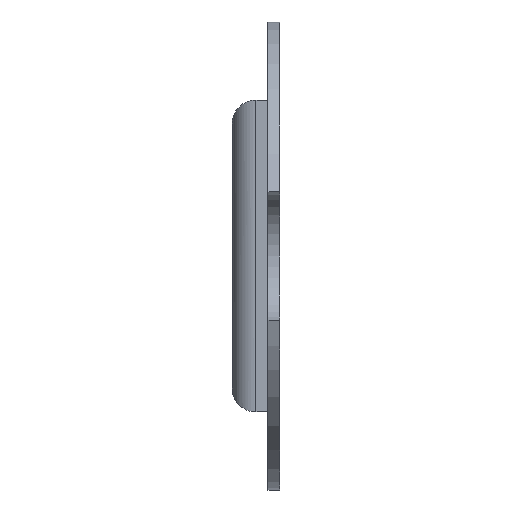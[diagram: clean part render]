
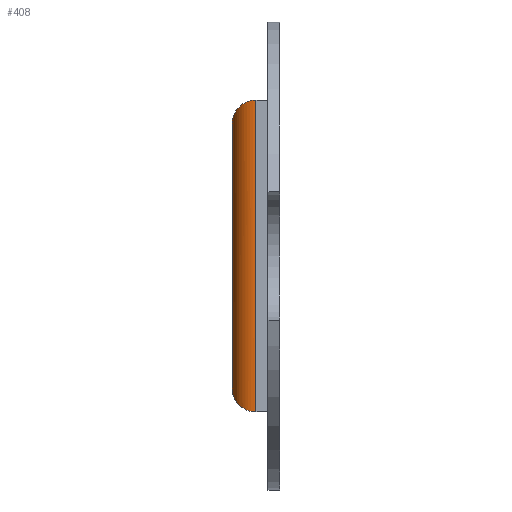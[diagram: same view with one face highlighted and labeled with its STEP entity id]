
A CAD part, left-side view. The second image highlights one B-rep face of the part: STEP entity #408.
In plain terms, the highlighted cylindrical face has radius 2 mm (diameter 4 mm), a partial arc.
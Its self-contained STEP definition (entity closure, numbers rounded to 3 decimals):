
#16 = CARTESIAN_POINT ( 'NONE',  ( -120.5, 13., 11. ) ) ;
#20 = CARTESIAN_POINT ( 'NONE',  ( -121.672, 13., -12.172 ) ) ;
#30 = EDGE_CURVE ( 'NONE', #288, #1074, #338, .T. ) ;
#31 = DIRECTION ( 'NONE',  ( 0., 0., -1. ) ) ;
#90 = EDGE_CURVE ( 'NONE', #777, #257, #740, .T. ) ;
#96 = CARTESIAN_POINT ( 'NONE',  ( -122.5, 12.172, 13. ) ) ;
#115 = CARTESIAN_POINT ( 'NONE',  ( -122.5, 11., -13. ) ) ;
#117 = AXIS2_PLACEMENT_3D ( 'NONE', #535, #31, #776 ) ;
#127 = EDGE_LOOP ( 'NONE', ( #350, #612, #715, #1075 ) ) ;
#139 = CARTESIAN_POINT ( 'NONE',  ( -120.5, 13., -11. ) ) ;
#141 =( BOUNDED_CURVE ( )  B_SPLINE_CURVE ( 3, ( #927, #96, #430, #16 ),
 .UNSPECIFIED., .F., .F. ) 
 B_SPLINE_CURVE_WITH_KNOTS ( ( 4, 4 ),
 ( 0., 1.571 ),
 .UNSPECIFIED. ) 
 CURVE ( )  GEOMETRIC_REPRESENTATION_ITEM ( )  RATIONAL_B_SPLINE_CURVE ( ( 1., 0.805, 0.805, 1. ) ) 
 REPRESENTATION_ITEM ( '' )  );
#203 = CARTESIAN_POINT ( 'NONE',  ( -122.5, 12.172, -13. ) ) ;
#257 = VERTEX_POINT ( 'NONE', #369 ) ;
#261 = EDGE_CURVE ( 'NONE', #777, #1074, #527, .T. ) ;
#288 = VERTEX_POINT ( 'NONE', #597 ) ;
#296 = CARTESIAN_POINT ( 'NONE',  ( -122.5, 11., 13. ) ) ;
#338 = LINE ( 'NONE', #296, #798 ) ;
#350 = ORIENTED_EDGE ( 'NONE', *, *, #1044, .T. ) ;
#369 = CARTESIAN_POINT ( 'NONE',  ( -120.5, 13., 11. ) ) ;
#377 = CARTESIAN_POINT ( 'NONE',  ( -120.5, 13., 0. ) ) ;
#408 = ADVANCED_FACE ( 'NONE', ( #1012 ), #1080, .T. ) ;
#430 = CARTESIAN_POINT ( 'NONE',  ( -121.672, 13., 12.172 ) ) ;
#520 = CARTESIAN_POINT ( 'NONE',  ( -122.5, 11., -13. ) ) ;
#522 = CARTESIAN_POINT ( 'NONE',  ( -120.5, 13., -11. ) ) ;
#527 =( BOUNDED_CURVE ( )  B_SPLINE_CURVE ( 3, ( #522, #20, #203, #115 ),
 .UNSPECIFIED., .F., .F. ) 
 B_SPLINE_CURVE_WITH_KNOTS ( ( 4, 4 ),
 ( 1.571, 3.142 ),
 .UNSPECIFIED. ) 
 CURVE ( )  GEOMETRIC_REPRESENTATION_ITEM ( )  RATIONAL_B_SPLINE_CURVE ( ( 1., 0.805, 0.805, 1. ) ) 
 REPRESENTATION_ITEM ( '' )  );
#535 = CARTESIAN_POINT ( 'NONE',  ( -120.5, 11., 13. ) ) ;
#568 = VECTOR ( 'NONE', #782, 1000. ) ;
#597 = CARTESIAN_POINT ( 'NONE',  ( -122.5, 11., 13. ) ) ;
#612 = ORIENTED_EDGE ( 'NONE', *, *, #90, .F. ) ;
#715 = ORIENTED_EDGE ( 'NONE', *, *, #261, .T. ) ;
#740 = LINE ( 'NONE', #377, #568 ) ;
#776 = DIRECTION ( 'NONE',  ( -1., 0., 0. ) ) ;
#777 = VERTEX_POINT ( 'NONE', #139 ) ;
#782 = DIRECTION ( 'NONE',  ( 0., 0., 1. ) ) ;
#798 = VECTOR ( 'NONE', #896, 1000. ) ;
#896 = DIRECTION ( 'NONE',  ( 0., 0., -1. ) ) ;
#927 = CARTESIAN_POINT ( 'NONE',  ( -122.5, 11., 13. ) ) ;
#1012 = FACE_OUTER_BOUND ( 'NONE', #127, .T. ) ;
#1044 = EDGE_CURVE ( 'NONE', #288, #257, #141, .T. ) ;
#1074 = VERTEX_POINT ( 'NONE', #520 ) ;
#1075 = ORIENTED_EDGE ( 'NONE', *, *, #30, .F. ) ;
#1080 = CYLINDRICAL_SURFACE ( 'NONE', #117, 2. ) ;
